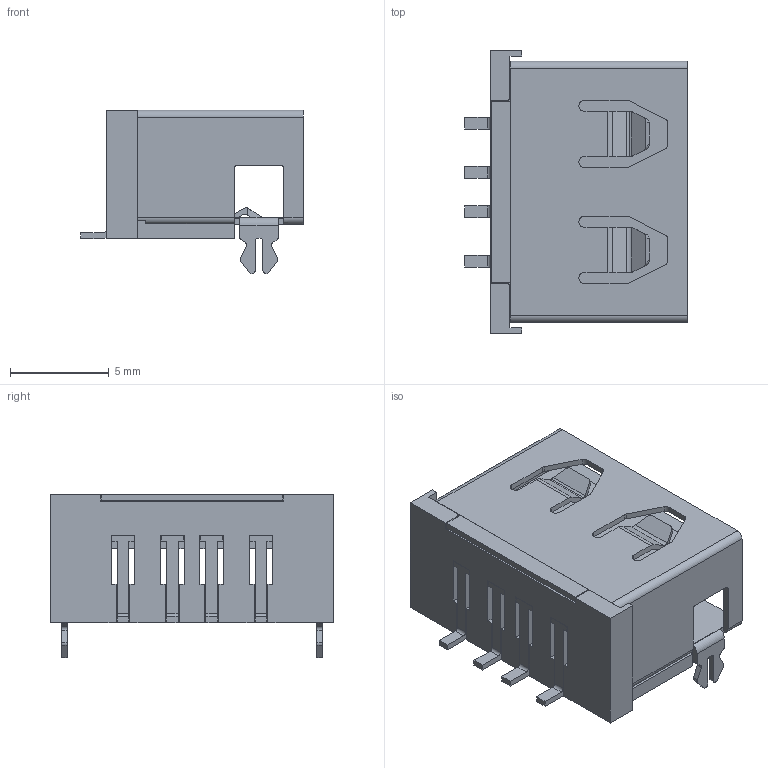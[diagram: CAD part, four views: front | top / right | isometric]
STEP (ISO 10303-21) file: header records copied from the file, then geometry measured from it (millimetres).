
FILE_DESCRIPTION (( 'STEP AP214' ), '1' );
FILE_NAME ('USB-A譫釱傻#1.STEP', '2021-03-29T17:12:56', ( 'XiaoTao' ), ( 'Microsoft' ), 'SwSTEP 2.0', 'SolidWorks 2010', '' );
FILE_SCHEMA (( 'AUTOMOTIVE_DESIGN' ));
Length unit declared in the file: millimetre
Products named in the file (1): USB-A譫釱傻#1
Bounding box: 11.3 x 14.38 x 8.28 mm (x, y, z)
Volume: 397 mm3; surface area: 1202.4 mm2
Topology: 6 solids, 6 shells, 349 faces, 1019 edges, 668 vertices
Faces by surface type: plane 245, cylinder 104
Entity records: 15401 total; most frequent: CARTESIAN_POINT 2133, ORIENTED_EDGE 2038, DIRECTION 1887, EDGE_CURVE 1019, LINE 787, VECTOR 787, VERTEX_POINT 668, AXIS2_PLACEMENT_3D 550
